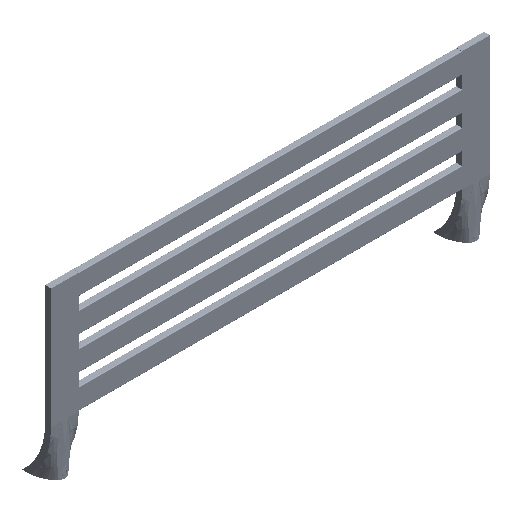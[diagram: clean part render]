
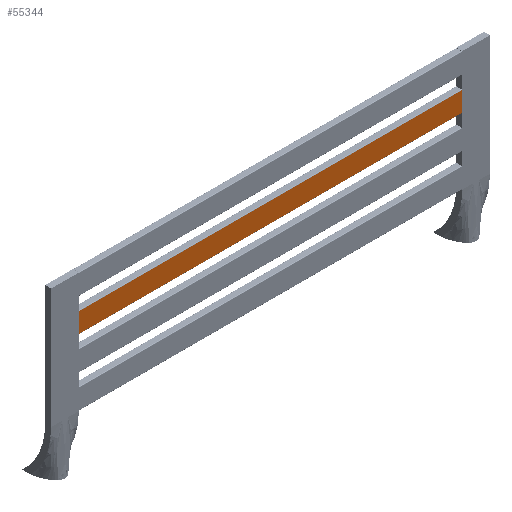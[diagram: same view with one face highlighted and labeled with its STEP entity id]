
A CAD part, isometric view. The second image highlights one B-rep face of the part: STEP entity #55344.
In plain terms, the highlighted planar face has unit normal (0, -1, 0).
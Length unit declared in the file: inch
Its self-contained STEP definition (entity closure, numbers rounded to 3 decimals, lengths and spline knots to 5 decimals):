
#54939=DIRECTION('',(-1.,0.,0.));
#54940=VECTOR('',#54939,1.14);
#54941=CARTESIAN_POINT('',(0.57,-0.175,-11.16));
#54942=LINE('',#54941,#54940);
#54943=DIRECTION('',(0.,0.,-1.));
#54944=VECTOR('',#54943,22.32);
#54945=CARTESIAN_POINT('',(-0.57,-0.175,11.16));
#54946=LINE('',#54945,#54944);
#54947=DIRECTION('',(1.,0.,0.));
#54948=VECTOR('',#54947,1.14);
#54949=CARTESIAN_POINT('',(-0.57,-0.175,11.16));
#54950=LINE('',#54949,#54948);
#54951=DIRECTION('',(0.,0.,-1.));
#54952=VECTOR('',#54951,22.32);
#54953=CARTESIAN_POINT('',(0.57,-0.175,11.16));
#54954=LINE('',#54953,#54952);
#55119=CARTESIAN_POINT('',(0.57,-0.175,-11.16));
#55120=VERTEX_POINT('',#55119);
#55123=CARTESIAN_POINT('',(-0.57,-0.175,-11.16));
#55124=VERTEX_POINT('',#55123);
#55143=CARTESIAN_POINT('',(-0.57,-0.175,11.16));
#55144=VERTEX_POINT('',#55143);
#55147=CARTESIAN_POINT('',(0.57,-0.175,11.16));
#55148=VERTEX_POINT('',#55147);
#55331=CARTESIAN_POINT('',(-0.6,-0.175,-11.19));
#55332=DIRECTION('',(0.,-1.,0.));
#55333=DIRECTION('',(1.,0.,0.));
#55334=AXIS2_PLACEMENT_3D('',#55331,#55332,#55333);
#55335=PLANE('',#55334);
#55336=ORIENTED_EDGE('',*,*,#55324,.T.);
#55337=ORIENTED_EDGE('',*,*,#55299,.F.);
#55339=ORIENTED_EDGE('',*,*,#55338,.T.);
#55341=ORIENTED_EDGE('',*,*,#55340,.T.);
#55342=EDGE_LOOP('',(#55336,#55337,#55339,#55341));
#55343=FACE_OUTER_BOUND('',#55342,.F.);
#55344=ADVANCED_FACE('',(#55343),#55335,.T.);
#55299=EDGE_CURVE('',#55144,#55124,#54946,.T.);
#55324=EDGE_CURVE('',#55120,#55124,#54942,.T.);
#55338=EDGE_CURVE('',#55144,#55148,#54950,.T.);
#55340=EDGE_CURVE('',#55148,#55120,#54954,.T.);
